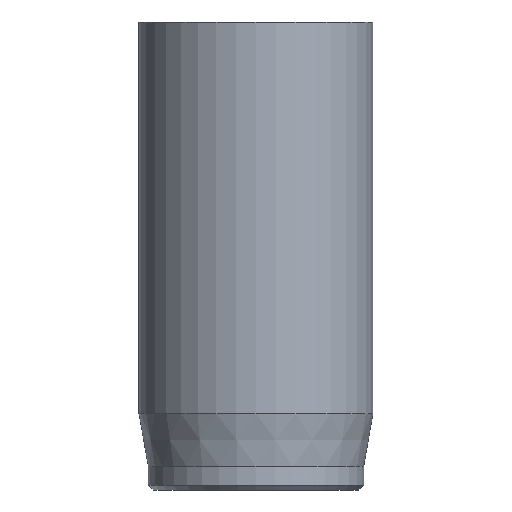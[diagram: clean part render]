
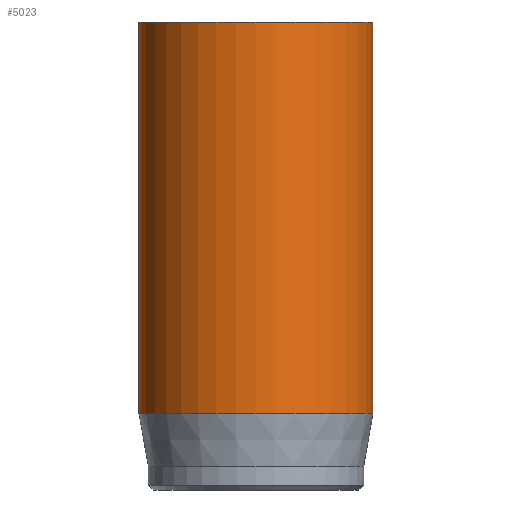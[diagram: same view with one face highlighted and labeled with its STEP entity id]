
A CAD part, front view. The second image highlights one B-rep face of the part: STEP entity #5023.
In plain terms, the highlighted cylindrical face has radius 5 mm (diameter 10 mm), a full revolution.
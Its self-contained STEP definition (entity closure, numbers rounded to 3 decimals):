
#32=CYLINDRICAL_SURFACE('',#5214,5.);
#47=CIRCLE('',#5177,5.);
#63=CIRCLE('',#5212,5.);
#64=CIRCLE('',#5213,5.);
#465=FACE_OUTER_BOUND('',#771,.T.);
#771=EDGE_LOOP('',(#4496,#4497,#4498,#4499,#4500));
#1143=LINE('',#9492,#1523);
#1523=VECTOR('',#5837,5.);
#2324=VERTEX_POINT('',#9427);
#2340=VERTEX_POINT('',#9486);
#2341=VERTEX_POINT('',#9487);
#3040=EDGE_CURVE('',#2324,#2324,#47,.T.);
#3064=EDGE_CURVE('',#2340,#2341,#63,.T.);
#3065=EDGE_CURVE('',#2341,#2340,#64,.T.);
#3067=EDGE_CURVE('',#2324,#2340,#1143,.T.);
#4496=ORIENTED_EDGE('',*,*,#3040,.T.);
#4497=ORIENTED_EDGE('',*,*,#3067,.T.);
#4498=ORIENTED_EDGE('',*,*,#3064,.T.);
#4499=ORIENTED_EDGE('',*,*,#3065,.T.);
#4500=ORIENTED_EDGE('',*,*,#3067,.F.);
#5023=ADVANCED_FACE('',(#465),#32,.T.);
#5177=AXIS2_PLACEMENT_3D('',#9428,#5752,#5753);
#5212=AXIS2_PLACEMENT_3D('',#9488,#5830,#5831);
#5213=AXIS2_PLACEMENT_3D('',#9489,#5832,#5833);
#5214=AXIS2_PLACEMENT_3D('',#9491,#5835,#5836);
#5752=DIRECTION('center_axis',(0.,0.,-1.));
#5753=DIRECTION('ref_axis',(-1.,0.,0.));
#5830=DIRECTION('center_axis',(0.,0.,1.));
#5831=DIRECTION('ref_axis',(-1.,0.,0.));
#5832=DIRECTION('center_axis',(0.,0.,1.));
#5833=DIRECTION('ref_axis',(-1.,0.,0.));
#5835=DIRECTION('center_axis',(0.,0.,1.));
#5836=DIRECTION('ref_axis',(-1.,0.,0.));
#5837=DIRECTION('',(0.,0.,-1.));
#9427=CARTESIAN_POINT('',(5.,0.,20.));
#9428=CARTESIAN_POINT('Origin',(0.,0.,20.));
#9486=CARTESIAN_POINT('',(5.,0.,3.269));
#9487=CARTESIAN_POINT('',(-5.,0.,3.269));
#9488=CARTESIAN_POINT('Origin',(0.,0.,3.269));
#9489=CARTESIAN_POINT('Origin',(0.,0.,3.269));
#9491=CARTESIAN_POINT('Origin',(0.,0.,0.));
#9492=CARTESIAN_POINT('',(5.,0.,0.));
